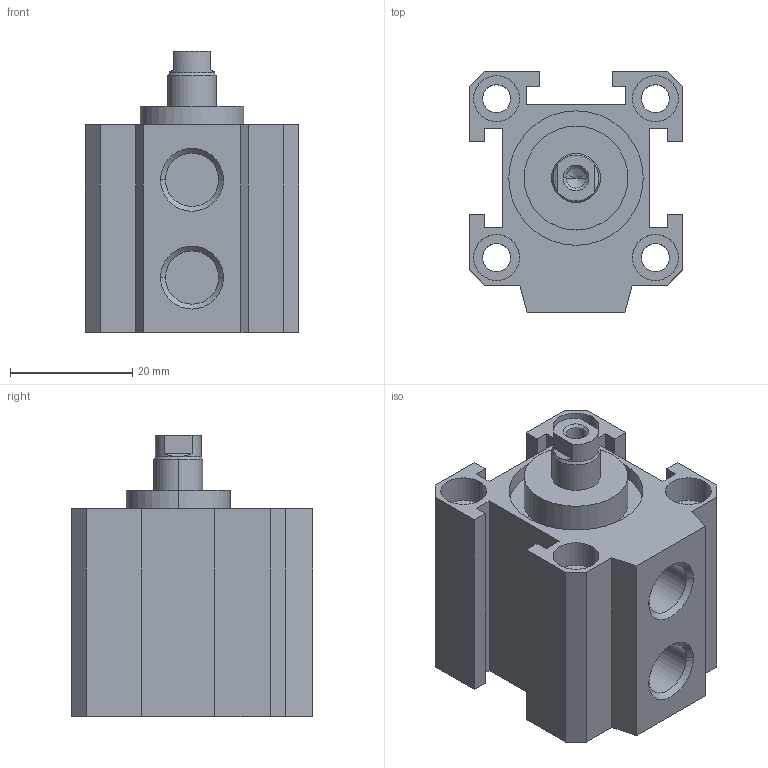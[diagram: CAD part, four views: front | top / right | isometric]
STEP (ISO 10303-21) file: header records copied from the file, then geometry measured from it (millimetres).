
FILE_DESCRIPTION((''),'2;1');
FILE_NAME('1513_20_0005.stp','2004-01-07T16:33:48',('medicfa1'),(''),'Autodesk Inventor 8','Autodesk Inventor 8','');
FILE_SCHEMA(('AUTOMOTIVE_DESIGN { 1 0 10303 214 1 1 1 1 }'));
Length unit declared in the file: millimetre
Products named in the file (3): 1513_20_0005; C_1513_20_0005; S_1503_20_0005
Assembly tree (2 placements, depth 2):
  1513_20_0005
    C_1513_20_0005
    S_1503_20_0005
Bounding box: 35 x 39.5 x 46 mm (x, y, z)
Volume: 31376.3 mm3; surface area: 13970.3 mm2
Topology: 2 solids, 2 shells, 113 faces, 271 edges, 176 vertices
Faces by surface type: plane 49, bspline 34, cylinder 24, cone 6
Entity records: 3693 total; most frequent: CARTESIAN_POINT 1001, ORIENTED_EDGE 538, DIRECTION 536, EDGE_CURVE 269, AXIS2_PLACEMENT_3D 183, VERTEX_POINT 176, VECTOR 170, LINE 170
